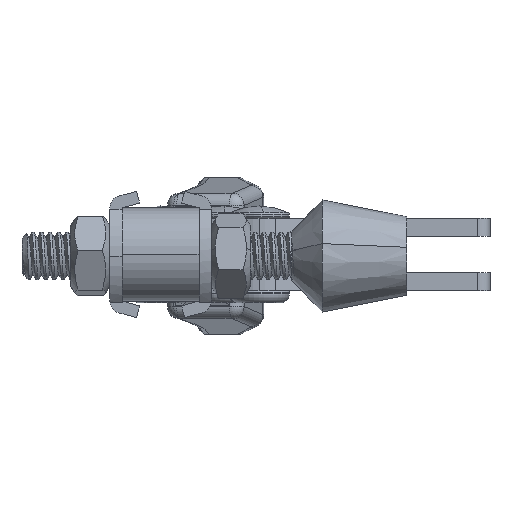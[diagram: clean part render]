
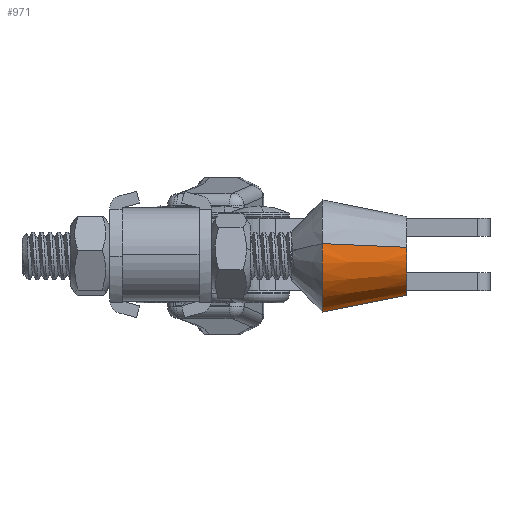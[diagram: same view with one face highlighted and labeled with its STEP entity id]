
A CAD part, left-side view. The second image highlights one B-rep face of the part: STEP entity #971.
In plain terms, the highlighted conical face has half-angle 11.113 degrees and reference radius 9.25 mm.
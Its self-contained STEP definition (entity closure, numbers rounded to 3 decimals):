
#664 = FACE_OUTER_BOUND ( 'NONE', #16269, .T. ) ;
#670 = AXIS2_PLACEMENT_3D ( 'NONE', #22909, #7045, #25611 ) ;
#971 = ADVANCED_FACE ( 'NONE', ( #664 ), #26612, .T. ) ;
#1540 = DIRECTION ( 'NONE',  ( 0., -0.193, 0.981 ) ) ;
#1621 = LINE ( 'NONE', #4226, #7898 ) ;
#1995 = EDGE_CURVE ( 'NONE', #7863, #31929, #24084, .T. ) ;
#4226 = CARTESIAN_POINT ( 'NONE',  ( 0., -9.25, 5.5 ) ) ;
#4331 = CARTESIAN_POINT ( 'NONE',  ( 0., 0., 5.5 ) ) ;
#4743 = DIRECTION ( 'NONE',  ( 0., 0., 1. ) ) ;
#5832 = EDGE_CURVE ( 'NONE', #17693, #31929, #17538, .T. ) ;
#7045 = DIRECTION ( 'NONE',  ( 0., 0., 1. ) ) ;
#7465 = CARTESIAN_POINT ( 'NONE',  ( 0., 9.25, 5.5 ) ) ;
#7584 = ORIENTED_EDGE ( 'NONE', *, *, #9697, .F. ) ;
#7863 = VERTEX_POINT ( 'NONE', #30677 ) ;
#7898 = VECTOR ( 'NONE', #1540, 1000. ) ;
#9697 = EDGE_CURVE ( 'NONE', #14550, #17693, #1621, .T. ) ;
#10011 = VECTOR ( 'NONE', #12246, 1000. ) ;
#11208 = ORIENTED_EDGE ( 'NONE', *, *, #32698, .T. ) ;
#12025 = DIRECTION ( 'NONE',  ( 0., 0., 1. ) ) ;
#12246 = DIRECTION ( 'NONE',  ( 0., 0.193, 0.981 ) ) ;
#12980 = DIRECTION ( 'NONE',  ( 0., -1., 0. ) ) ;
#14550 = VERTEX_POINT ( 'NONE', #17136 ) ;
#15957 = CARTESIAN_POINT ( 'NONE',  ( 0., -9.25, 5.5 ) ) ;
#16269 = EDGE_LOOP ( 'NONE', ( #11208, #26474, #34189, #7584 ) ) ;
#17136 = CARTESIAN_POINT ( 'NONE',  ( 0., -6.5, -8.5 ) ) ;
#17538 = CIRCLE ( 'NONE', #26549, 9.25 ) ;
#17693 = VERTEX_POINT ( 'NONE', #15957 ) ;
#20642 = CARTESIAN_POINT ( 'NONE',  ( 0., 0., 5.5 ) ) ;
#22663 = AXIS2_PLACEMENT_3D ( 'NONE', #4331, #12025, #12980 ) ;
#22909 = CARTESIAN_POINT ( 'NONE',  ( 0., 0., -8.5 ) ) ;
#23007 = CIRCLE ( 'NONE', #670, 6.5 ) ;
#23321 = DIRECTION ( 'NONE',  ( 0., -1., 0. ) ) ;
#24084 = LINE ( 'NONE', #7465, #10011 ) ;
#25611 = DIRECTION ( 'NONE',  ( 0., -1., 0. ) ) ;
#26474 = ORIENTED_EDGE ( 'NONE', *, *, #1995, .T. ) ;
#26549 = AXIS2_PLACEMENT_3D ( 'NONE', #20642, #4743, #23321 ) ;
#26612 = CONICAL_SURFACE ( 'NONE', #22663, 9.25, 0.194 ) ;
#28829 = CARTESIAN_POINT ( 'NONE',  ( 0., 9.25, 5.5 ) ) ;
#30677 = CARTESIAN_POINT ( 'NONE',  ( 0., 6.5, -8.5 ) ) ;
#31929 = VERTEX_POINT ( 'NONE', #28829 ) ;
#32698 = EDGE_CURVE ( 'NONE', #14550, #7863, #23007, .T. ) ;
#34189 = ORIENTED_EDGE ( 'NONE', *, *, #5832, .F. ) ;
